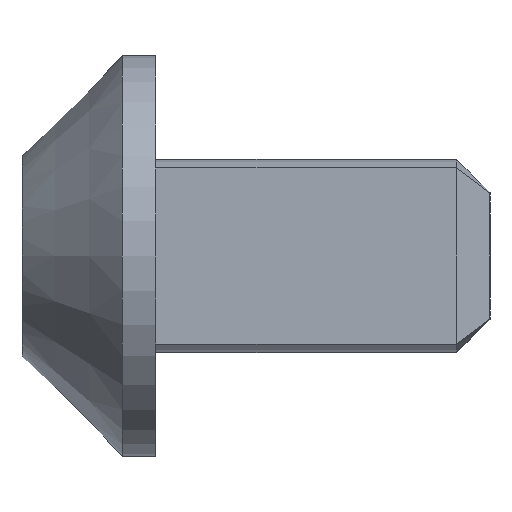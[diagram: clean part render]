
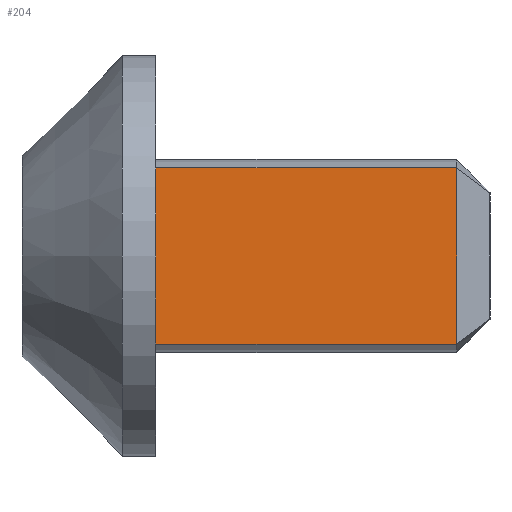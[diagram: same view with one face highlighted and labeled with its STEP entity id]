
A CAD part, left-side view. The second image highlights one B-rep face of the part: STEP entity #204.
In plain terms, the highlighted planar face has unit normal (-1, 0, 0).
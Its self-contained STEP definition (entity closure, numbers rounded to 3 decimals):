
#25=PLANE('',#243);
#42=FACE_OUTER_BOUND('',#59,.T.);
#59=EDGE_LOOP('',(#169,#170,#171,#172));
#72=LINE('',#357,#83);
#73=LINE('',#367,#84);
#74=LINE('',#369,#85);
#75=LINE('',#370,#86);
#83=VECTOR('',#289,10.);
#84=VECTOR('',#298,10.);
#85=VECTOR('',#299,10.);
#86=VECTOR('',#300,10.);
#109=VERTEX_POINT('',#351);
#110=VERTEX_POINT('',#356);
#111=VERTEX_POINT('',#366);
#112=VERTEX_POINT('',#368);
#128=EDGE_CURVE('',#109,#110,#72,.T.);
#132=EDGE_CURVE('',#111,#109,#73,.T.);
#133=EDGE_CURVE('',#112,#111,#74,.T.);
#134=EDGE_CURVE('',#112,#110,#75,.T.);
#169=ORIENTED_EDGE('',*,*,#128,.F.);
#170=ORIENTED_EDGE('',*,*,#132,.F.);
#171=ORIENTED_EDGE('',*,*,#133,.F.);
#172=ORIENTED_EDGE('',*,*,#134,.T.);
#204=ADVANCED_FACE('',(#42),#25,.T.);
#243=AXIS2_PLACEMENT_3D('',#365,#296,#297);
#289=DIRECTION('',(0.,0.,-1.));
#296=DIRECTION('center_axis',(-1.,0.,0.));
#297=DIRECTION('ref_axis',(0.,0.,-1.));
#298=DIRECTION('',(0.,-1.,0.));
#299=DIRECTION('',(0.,0.,1.));
#300=DIRECTION('',(0.,-1.,0.));
#351=CARTESIAN_POINT('',(-31.2,-9.,2.64));
#356=CARTESIAN_POINT('',(-31.2,-9.,-2.64));
#357=CARTESIAN_POINT('',(-31.2,-9.,1.32));
#365=CARTESIAN_POINT('Origin',(-31.2,0.,2.64));
#366=CARTESIAN_POINT('',(-31.2,0.,2.64));
#367=CARTESIAN_POINT('',(-31.2,0.,2.64));
#368=CARTESIAN_POINT('',(-31.2,0.,-2.64));
#369=CARTESIAN_POINT('',(-31.2,0.,1.32));
#370=CARTESIAN_POINT('',(-31.2,0.,-2.64));
